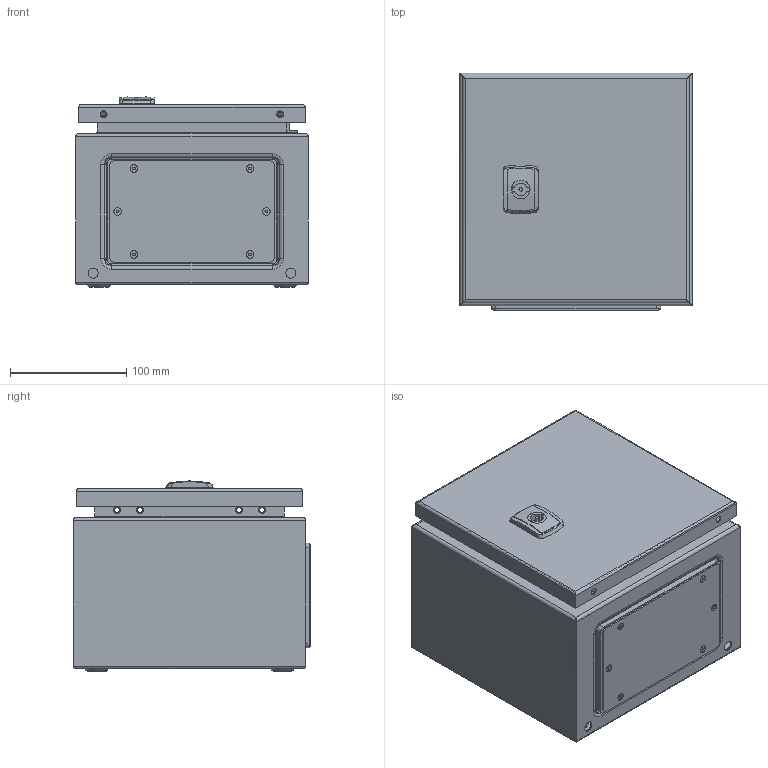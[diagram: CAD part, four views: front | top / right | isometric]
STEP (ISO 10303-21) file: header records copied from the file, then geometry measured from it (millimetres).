
FILE_DESCRIPTION( ( 'STEP AP214' ), '1' );
FILE_NAME( 'MAS0202015R5(1).stp', '2019-09-23T10:12:40', ( '' ), ( '' ), ' ', 'PARTsolutions', ' ' );
FILE_SCHEMA( ( 'AUTOMOTIVE_DESIGN { 1 0 10303 214 1 1 1 1 }' ) );
Length unit declared in the file: millimetre
Products named in the file (8): MAS0202015R5(1); _MAS0202015(1); _MMSH06SS(1)_right; _ADP02020R5(1); _ALL503(1,0); _AMP02020_MPL(1); _AF00SR5_GP(1); _AG00S_GPG(1)
Assembly tree (8 placements, depth 2):
  MAS0202015R5(1)
    _MAS0202015(1)
    _MMSH06SS(1)_right  x2
    _ADP02020R5(1)
    _ALL503(1,0)
    _AMP02020_MPL(1)
    _AF00SR5_GP(1)
    _AG00S_GPG(1)
Bounding box: 200 x 204.2 x 163.5 mm (x, y, z)
Volume: 432206.4 mm3; surface area: 541993.2 mm2
Topology: 8 solids, 9 shells, 668 faces, 1634 edges, 1034 vertices
Faces by surface type: plane 312, cylinder 241, torus 64, cone 51
Full cylindrical faces by diameter (mm): 2.5 x6, 3 x1, 3.95 x6, 4.134 x1, 4.2 x4, 4.3 x2, 4.5 x2, 4.9 x4, 6 x17, 6.5 x6, 7 x4, 8 x7, 8.5 x4, 8.7 x2, 9 x10, 14 x7, 15.8 x1, 16.1 x1, 18 x1, 27 x1, 28.5 x1
Entity records: 23361 total; most frequent: CARTESIAN_POINT 3267, DIRECTION 3214, ORIENTED_EDGE 2760, EDGE_CURVE 1380, AXIS2_PLACEMENT_3D 1226, VERTEX_POINT 972, EDGE_LOOP 958, LINE 762
